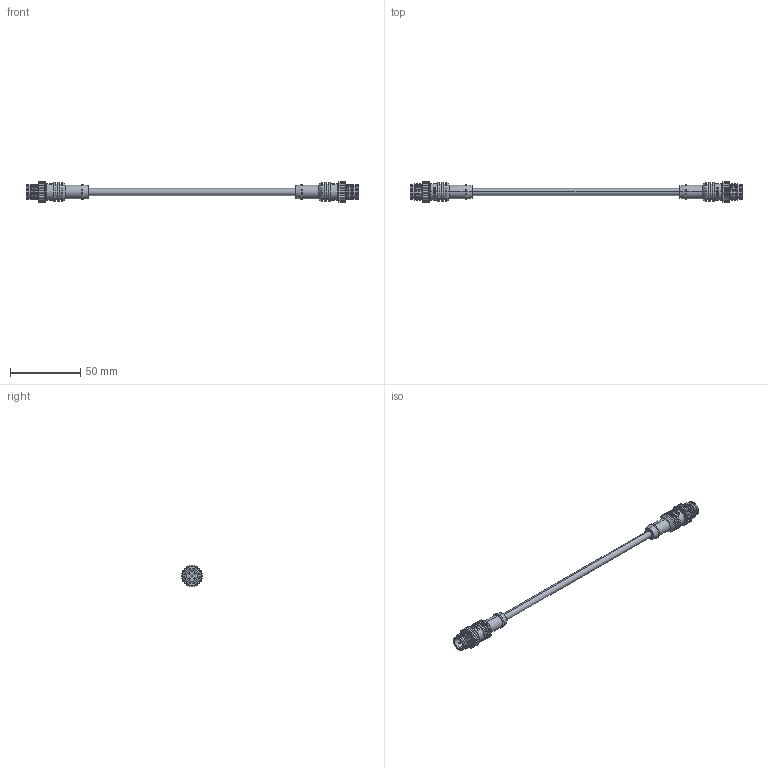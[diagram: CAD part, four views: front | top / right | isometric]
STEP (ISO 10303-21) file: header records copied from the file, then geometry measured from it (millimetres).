
FILE_DESCRIPTION (( 'STEP AP214' ), '1' );
FILE_NAME ('M12M125A.STEP', '2010-01-26T16:09:07', ( 'Windows XP Mode' ), ( '' ), 'SwSTEP 2.0', 'SolidWorks 2008', '' );
FILE_SCHEMA (( 'AUTOMOTIVE_DESIGN' ));
Length unit declared in the file: inch
Products named in the file (4): M12M125-MA2; 3AA16-007; M12M125-MA1; M12M125A
Assembly tree (5 placements, depth 2):
  M12M125A
    M12M125-MA1  x2
    3AA16-007  x2
    M12M125-MA2
Bounding box: 236.12 x 14.73 x 14.73 mm (x, y, z)
Volume: 10817.6 mm3; surface area: 9330.8 mm2
Topology: 5 solids, 5 shells, 886 faces, 2118 edges, 1298 vertices
Faces by surface type: torus 344, cylinder 224, plane 162, bspline 108, cone 48
Entity records: 17401 total; most frequent: CARTESIAN_POINT 6904, ORIENTED_EDGE 2124, DIRECTION 2071, EDGE_CURVE 1062, AXIS2_PLACEMENT_3D 918, VERTEX_POINT 651, CIRCLE 519, EDGE_LOOP 475
